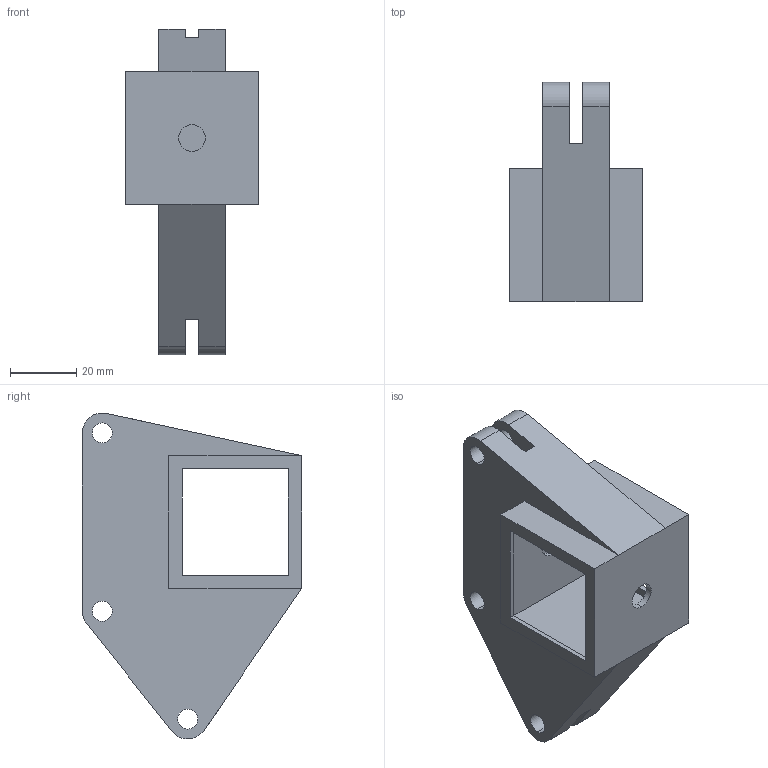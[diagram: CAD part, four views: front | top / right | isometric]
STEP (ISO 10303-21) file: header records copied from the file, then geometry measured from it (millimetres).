
FILE_DESCRIPTION (( 'STEP AP203' ), '1' );
FILE_NAME ('Nozzle_outerbox.STEP_Default_sldprt.STEP', '2020-12-08T06:44:14', ( 'user' ), ( '' ), 'SwSTEP 2.0', 'SolidWorks 2020', '' );
FILE_SCHEMA (( 'CONFIG_CONTROL_DESIGN' ));
Length unit declared in the file: millimetre
Products named in the file (1): Nozzle_outerbox.STEP_Default_sldprt
Bounding box: 40 x 66 x 98.15 mm (x, y, z)
Volume: 67381.1 mm3; surface area: 26752.6 mm2
Topology: 1 solids, 1 shells, 61 faces, 164 edges, 108 vertices
Faces by surface type: plane 36, cylinder 25
Entity records: 2025 total; most frequent: DIRECTION 338, CARTESIAN_POINT 334, ORIENTED_EDGE 328, EDGE_CURVE 164, VECTOR 114, LINE 114, AXIS2_PLACEMENT_3D 112, VERTEX_POINT 108
